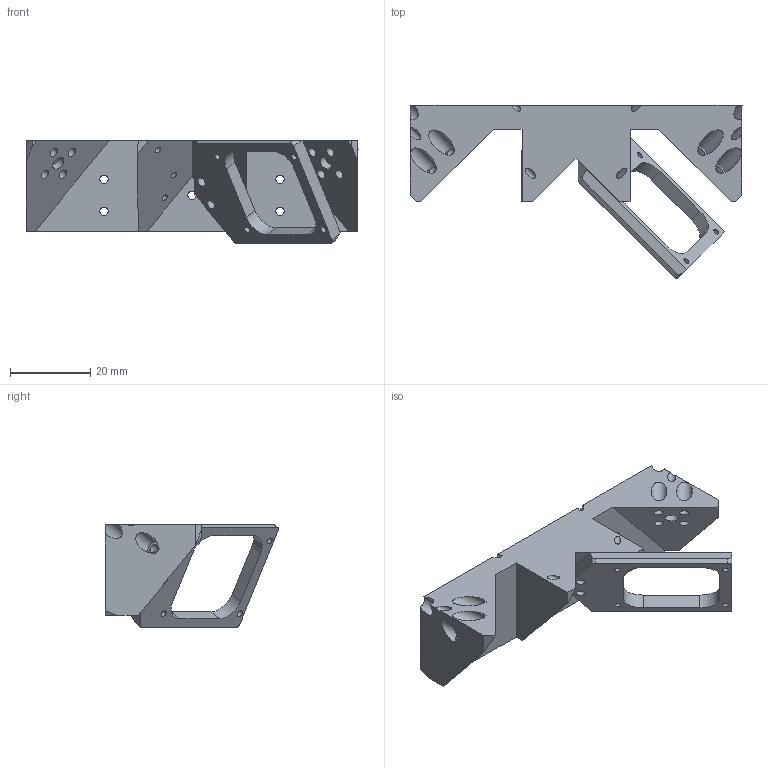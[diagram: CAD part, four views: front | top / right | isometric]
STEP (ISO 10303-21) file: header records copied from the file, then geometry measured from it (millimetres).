
FILE_DESCRIPTION(/* description */ ('STEP AP242','CAx-IF Rec.Pracs.---Representation and Presentation of Product Manufacturing Information (PMI)---4.0---2014-10-13','CAx-IF Rec.Pracs.---3D Tessellated Geometry---0.4---2014-09-14','2;1'),/* implementation_level */ '2;1');
FILE_NAME(/* name */ '6248a77e3903354cf45cf5aa',/* time_stamp */ '2022-04-02T19:43:59+00:00',/* author */ (''),/* organization */ (''),/* preprocessor_version */ 'ST-DEVELOPER v18.101',/* originating_system */ ' ',/* authorisation */ ' ');
FILE_SCHEMA (('AP242_MANAGED_MODEL_BASED_3D_ENGINEERING_MIM_LF { 1 0 10303 442 1 1 4 }'));
Length unit declared in the file: metre
Products named in the file (3): OreSat_ReactionWheelBoardMounting; OreSat_MotorBracket; OreSat_MountingBeam
Assembly tree (2 placements, depth 2):
  OreSat_ReactionWheelBoardMounting
    OreSat_MotorBracket
    OreSat_MountingBeam
Bounding box: 83 x 43.25 x 25.75 mm (x, y, z)
Volume: 19098.4 mm3; surface area: 10583.7 mm2
Topology: 2 solids, 2 shells, 100 faces, 283 edges, 191 vertices
Faces by surface type: cylinder 48, plane 45, cone 7
Full cylindrical faces by diameter (mm): 1.6 x12, 2 x2, 2.05 x5, 2.4 x10, 3.5 x2, 4 x8
Entity records: 3080 total; most frequent: DIRECTION 530, CARTESIAN_POINT 489, ORIENTED_EDGE 430, EDGE_CURVE 215, AXIS2_PLACEMENT_3D 212, FACE_BOUND 208, EDGE_LOOP 206, VERTEX_POINT 171
